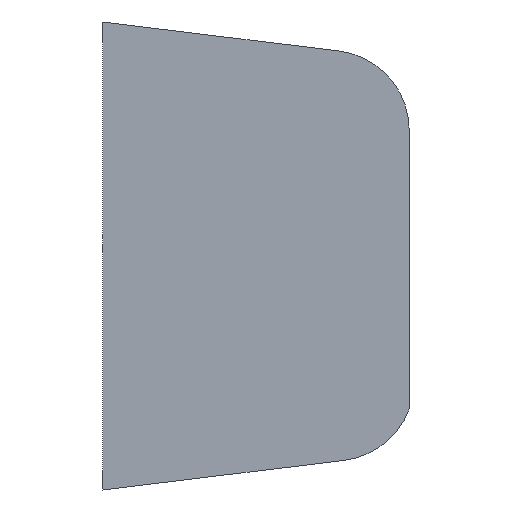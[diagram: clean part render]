
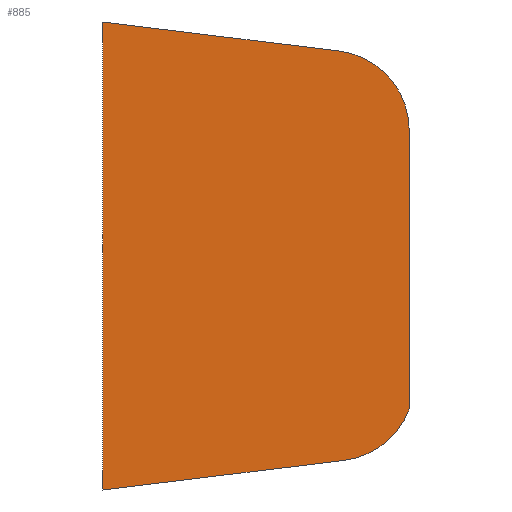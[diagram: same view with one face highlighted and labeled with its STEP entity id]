
A CAD part, left-side view. The second image highlights one B-rep face of the part: STEP entity #885.
In plain terms, the highlighted planar face has unit normal (-1, 0, 0).
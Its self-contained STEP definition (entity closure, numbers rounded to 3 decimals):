
#48 = VERTEX_POINT ( 'NONE', #1872 ) ;
#88 = EDGE_CURVE ( 'NONE', #48, #101, #1577, .T. ) ;
#101 = VERTEX_POINT ( 'NONE', #1426 ) ;
#157 = CARTESIAN_POINT ( 'NONE',  ( -132., 53.5, 43.978 ) ) ;
#164 = DIRECTION ( 'NONE',  ( 0., 0., 1. ) ) ;
#194 = EDGE_CURVE ( 'NONE', #101, #1408, #366, .T. ) ;
#208 = VERTEX_POINT ( 'NONE', #1150 ) ;
#271 = EDGE_CURVE ( 'NONE', #896, #48, #1301, .T. ) ;
#306 = LINE ( 'NONE', #1657, #1559 ) ;
#329 = DIRECTION ( 'NONE',  ( 0., 0., 1. ) ) ;
#366 = CIRCLE ( 'NONE', #1026, 15. ) ;
#474 = CARTESIAN_POINT ( 'NONE',  ( -132., 10.9, 23.635 ) ) ;
#577 = DIRECTION ( 'NONE',  ( 0., 0.993, 0.122 ) ) ;
#585 = ORIENTED_EDGE ( 'NONE', *, *, #1881, .T. ) ;
#588 = DIRECTION ( 'NONE',  ( 0., 0., 1. ) ) ;
#597 = CARTESIAN_POINT ( 'NONE',  ( -132., 10.9, 23.635 ) ) ;
#601 = AXIS2_PLACEMENT_3D ( 'NONE', #597, #1928, #588 ) ;
#719 = VECTOR ( 'NONE', #577, 1000. ) ;
#752 = LINE ( 'NONE', #1034, #719 ) ;
#885 = ADVANCED_FACE ( 'NONE', ( #1223 ), #1246, .T. ) ;
#896 = VERTEX_POINT ( 'NONE', #157 ) ;
#938 = CARTESIAN_POINT ( 'NONE',  ( -132., -4.1, -28.75 ) ) ;
#950 = AXIS2_PLACEMENT_3D ( 'NONE', #474, #1079, #329 ) ;
#1013 = DIRECTION ( 'NONE',  ( 0., -0.993, 0.122 ) ) ;
#1026 = AXIS2_PLACEMENT_3D ( 'NONE', #1436, #1133, #1760 ) ;
#1031 = ORIENTED_EDGE ( 'NONE', *, *, #271, .T. ) ;
#1034 = CARTESIAN_POINT ( 'NONE',  ( -132., 8.418, 38.443 ) ) ;
#1079 = DIRECTION ( 'NONE',  ( -1., 0., 0. ) ) ;
#1133 = DIRECTION ( 'NONE',  ( -1., 0., 0. ) ) ;
#1150 = CARTESIAN_POINT ( 'NONE',  ( -132., 9.072, 38.523 ) ) ;
#1174 = VECTOR ( 'NONE', #1013, 1000. ) ;
#1199 = EDGE_CURVE ( 'NONE', #1408, #1558, #306, .T. ) ;
#1223 = FACE_OUTER_BOUND ( 'NONE', #1922, .T. ) ;
#1246 = PLANE ( 'NONE',  #950 ) ;
#1297 = ORIENTED_EDGE ( 'NONE', *, *, #1199, .T. ) ;
#1300 = CARTESIAN_POINT ( 'NONE',  ( -132., 2.235, -37.684 ) ) ;
#1301 = LINE ( 'NONE', #1308, #1924 ) ;
#1308 = CARTESIAN_POINT ( 'NONE',  ( -132., 53.5, 25.557 ) ) ;
#1355 = CARTESIAN_POINT ( 'NONE',  ( -132., -4.1, 23.635 ) ) ;
#1408 = VERTEX_POINT ( 'NONE', #938 ) ;
#1426 = CARTESIAN_POINT ( 'NONE',  ( -132., 8.13, -38.407 ) ) ;
#1436 = CARTESIAN_POINT ( 'NONE',  ( -132., 9.958, -23.519 ) ) ;
#1455 = EDGE_CURVE ( 'NONE', #208, #896, #752, .T. ) ;
#1558 = VERTEX_POINT ( 'NONE', #1355 ) ;
#1559 = VECTOR ( 'NONE', #164, 1000. ) ;
#1577 = LINE ( 'NONE', #1300, #1174 ) ;
#1628 = ORIENTED_EDGE ( 'NONE', *, *, #1455, .T. ) ;
#1657 = CARTESIAN_POINT ( 'NONE',  ( -132., -4.1, 25.557 ) ) ;
#1712 = ORIENTED_EDGE ( 'NONE', *, *, #88, .T. ) ;
#1728 = CIRCLE ( 'NONE', #601, 15. ) ;
#1760 = DIRECTION ( 'NONE',  ( 0., 0., 1. ) ) ;
#1824 = ORIENTED_EDGE ( 'NONE', *, *, #194, .T. ) ;
#1872 = CARTESIAN_POINT ( 'NONE',  ( -132., 53.5, -43.978 ) ) ;
#1881 = EDGE_CURVE ( 'NONE', #1558, #208, #1728, .T. ) ;
#1903 = DIRECTION ( 'NONE',  ( 0., 0., -1. ) ) ;
#1922 = EDGE_LOOP ( 'NONE', ( #1297, #585, #1628, #1031, #1712, #1824 ) ) ;
#1924 = VECTOR ( 'NONE', #1903, 1000. ) ;
#1928 = DIRECTION ( 'NONE',  ( -1., 0., 0. ) ) ;
